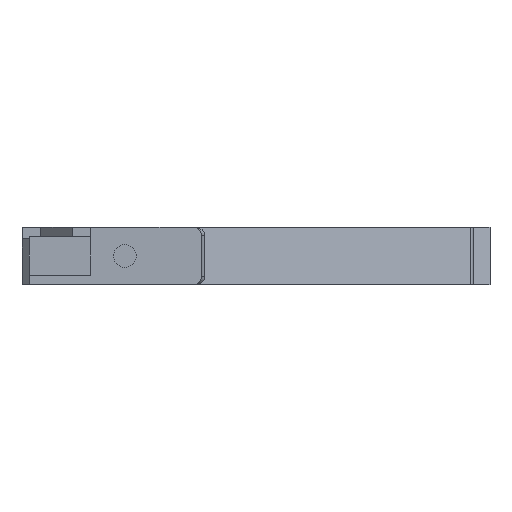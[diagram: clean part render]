
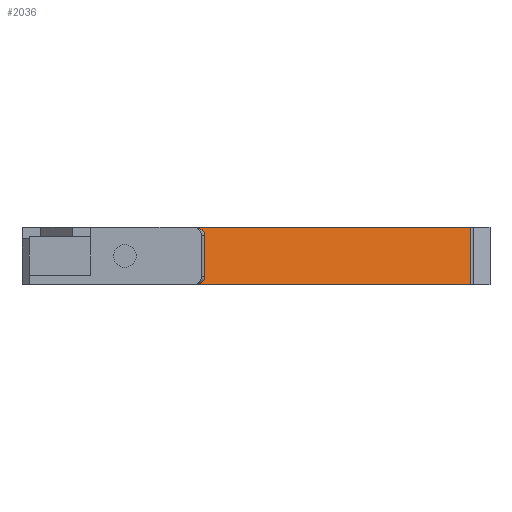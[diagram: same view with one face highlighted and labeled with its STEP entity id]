
A CAD part, left-side view. The second image highlights one B-rep face of the part: STEP entity #2036.
In plain terms, the highlighted planar face has unit normal (-0.962, -0.275, 0).
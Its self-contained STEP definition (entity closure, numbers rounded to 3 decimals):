
#74=B_SPLINE_CURVE_WITH_KNOTS('',3,(#3552,#3553,#3554,#3555,#3556,#3557,
#3558,#3559,#3560,#3561),.UNSPECIFIED.,.F.,.F.,(4,2,2,2,4),(-1.011,
-0.912,-0.815,-0.732,-0.666),
 .UNSPECIFIED.);
#75=B_SPLINE_CURVE_WITH_KNOTS('',3,(#3564,#3565,#3566,#3567,#3568,#3569,
#3570,#3571,#3572,#3573),.UNSPECIFIED.,.F.,.F.,(4,2,2,2,4),(-0.666,
-0.6,-0.517,-0.42,-0.321),
 .UNSPECIFIED.);
#227=FACE_OUTER_BOUND('',#361,.T.);
#361=EDGE_LOOP('',(#1700,#1701,#1702,#1703,#1704,#1705));
#440=LINE('',#2883,#648);
#574=LINE('',#3537,#782);
#578=LINE('',#3550,#786);
#579=LINE('',#3563,#787);
#648=VECTOR('',#2313,1000.);
#782=VECTOR('',#2649,1000.);
#786=VECTOR('',#2665,1000.);
#787=VECTOR('',#2666,1000.);
#856=VERTEX_POINT('',#2880);
#857=VERTEX_POINT('',#2882);
#991=VERTEX_POINT('',#3535);
#992=VERTEX_POINT('',#3536);
#996=VERTEX_POINT('',#3551);
#997=VERTEX_POINT('',#3562);
#1049=EDGE_CURVE('',#856,#857,#440,.T.);
#1249=EDGE_CURVE('',#991,#992,#574,.T.);
#1256=EDGE_CURVE('',#856,#992,#578,.T.);
#1257=EDGE_CURVE('',#991,#996,#74,.T.);
#1258=EDGE_CURVE('',#997,#996,#579,.T.);
#1259=EDGE_CURVE('',#997,#857,#75,.T.);
#1700=ORIENTED_EDGE('',*,*,#1049,.F.);
#1701=ORIENTED_EDGE('',*,*,#1256,.T.);
#1702=ORIENTED_EDGE('',*,*,#1249,.F.);
#1703=ORIENTED_EDGE('',*,*,#1257,.T.);
#1704=ORIENTED_EDGE('',*,*,#1258,.F.);
#1705=ORIENTED_EDGE('',*,*,#1259,.T.);
#1937=PLANE('',#2211);
#2036=ADVANCED_FACE('',(#227),#1937,.T.);
#2211=AXIS2_PLACEMENT_3D('',#3549,#2663,#2664);
#2313=DIRECTION('',(-0.275,0.962,0.));
#2649=DIRECTION('',(0.275,-0.962,0.));
#2663=DIRECTION('center_axis',(-0.962,-0.275,0.));
#2664=DIRECTION('ref_axis',(0.275,-0.962,0.));
#2665=DIRECTION('',(0.,0.,1.));
#2666=DIRECTION('',(0.,0.,1.));
#2880=CARTESIAN_POINT('',(53.312,14.671,96.473));
#2882=CARTESIAN_POINT('',(32.665,86.937,96.473));
#2883=CARTESIAN_POINT('',(53.118,15.353,96.473));
#3535=CARTESIAN_POINT('',(32.665,86.937,111.473));
#3536=CARTESIAN_POINT('',(53.312,14.671,111.473));
#3537=CARTESIAN_POINT('',(53.118,15.353,111.473));
#3549=CARTESIAN_POINT('Origin',(53.118,15.353,-4.144));
#3550=CARTESIAN_POINT('',(53.312,14.671,-4.144));
#3551=CARTESIAN_POINT('',(33.399,84.368,109.473));
#3552=CARTESIAN_POINT('Ctrl Pts',(32.665,86.937,111.473));
#3553=CARTESIAN_POINT('Ctrl Pts',(32.755,86.621,111.473));
#3554=CARTESIAN_POINT('Ctrl Pts',(32.862,86.248,111.405));
#3555=CARTESIAN_POINT('Ctrl Pts',(33.031,85.656,111.191));
#3556=CARTESIAN_POINT('Ctrl Pts',(33.125,85.327,111.008));
#3557=CARTESIAN_POINT('Ctrl Pts',(33.254,84.876,110.633));
#3558=CARTESIAN_POINT('Ctrl Pts',(33.315,84.662,110.387));
#3559=CARTESIAN_POINT('Ctrl Pts',(33.379,84.437,109.948));
#3560=CARTESIAN_POINT('Ctrl Pts',(33.399,84.368,109.694));
#3561=CARTESIAN_POINT('Ctrl Pts',(33.399,84.368,109.473));
#3562=CARTESIAN_POINT('',(33.399,84.368,98.473));
#3563=CARTESIAN_POINT('',(33.399,84.368,-4.144));
#3564=CARTESIAN_POINT('Ctrl Pts',(33.399,84.368,98.473));
#3565=CARTESIAN_POINT('Ctrl Pts',(33.399,84.368,98.253));
#3566=CARTESIAN_POINT('Ctrl Pts',(33.379,84.437,97.999));
#3567=CARTESIAN_POINT('Ctrl Pts',(33.315,84.662,97.56));
#3568=CARTESIAN_POINT('Ctrl Pts',(33.254,84.876,97.314));
#3569=CARTESIAN_POINT('Ctrl Pts',(33.125,85.327,96.939));
#3570=CARTESIAN_POINT('Ctrl Pts',(33.031,85.656,96.756));
#3571=CARTESIAN_POINT('Ctrl Pts',(32.862,86.248,96.542));
#3572=CARTESIAN_POINT('Ctrl Pts',(32.755,86.621,96.473));
#3573=CARTESIAN_POINT('Ctrl Pts',(32.665,86.937,96.473));
